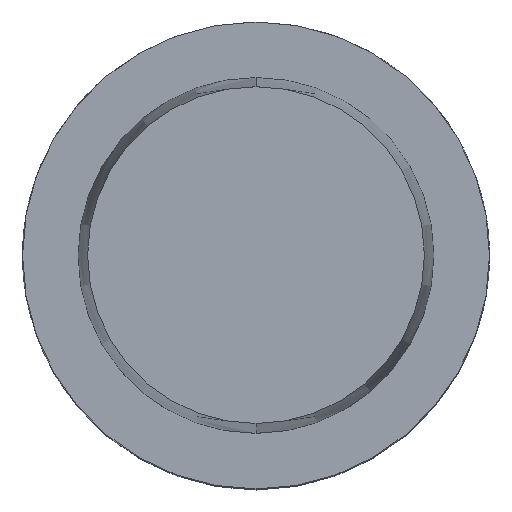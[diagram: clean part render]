
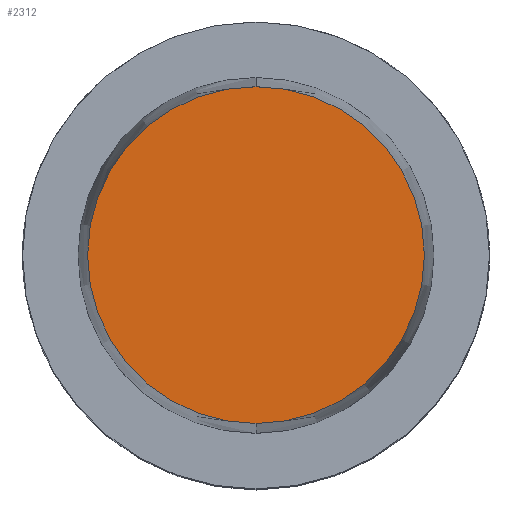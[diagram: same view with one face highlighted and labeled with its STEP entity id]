
A CAD part, top view. The second image highlights one B-rep face of the part: STEP entity #2312.
In plain terms, the highlighted planar face has unit normal (0, 0, 1).
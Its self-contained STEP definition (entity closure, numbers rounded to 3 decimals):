
#1212=CARTESIAN_POINT('',(0.,0.,32.));
#1213=DIRECTION('',(0.,0.,1.));
#1214=DIRECTION('',(0.,1.,0.));
#1215=AXIS2_PLACEMENT_3D('',#1212,#1213,#1214);
#1220=CARTESIAN_POINT('',(0.,0.,32.));
#1221=DIRECTION('',(0.,0.,-1.));
#1222=DIRECTION('',(0.,1.,0.));
#1223=AXIS2_PLACEMENT_3D('',#1220,#1221,#1222);
#1362=CARTESIAN_POINT('',(0.,22.717,32.));
#1363=VERTEX_POINT('',#1362);
#1364=CARTESIAN_POINT('',(0.,-22.717,32.));
#1365=VERTEX_POINT('',#1364);
#2303=CARTESIAN_POINT('',(0.,0.,32.));
#2304=DIRECTION('',(0.,0.,-1.));
#2305=DIRECTION('',(0.,-1.,0.));
#2306=AXIS2_PLACEMENT_3D('',#2303,#2304,#2305);
#2307=PLANE('',#2306);
#2308=ORIENTED_EDGE('',*,*,#2296,.F.);
#2309=ORIENTED_EDGE('',*,*,#2285,.T.);
#2310=EDGE_LOOP('',(#2308,#2309));
#2311=FACE_OUTER_BOUND('',#2310,.F.);
#1216=CIRCLE('',#1215,22.717);
#1224=CIRCLE('',#1223,22.717);
#2285=EDGE_CURVE('',#1363,#1365,#1224,.T.);
#2296=EDGE_CURVE('',#1363,#1365,#1216,.T.);
#2312=ADVANCED_FACE('',(#2311),#2307,.F.);
